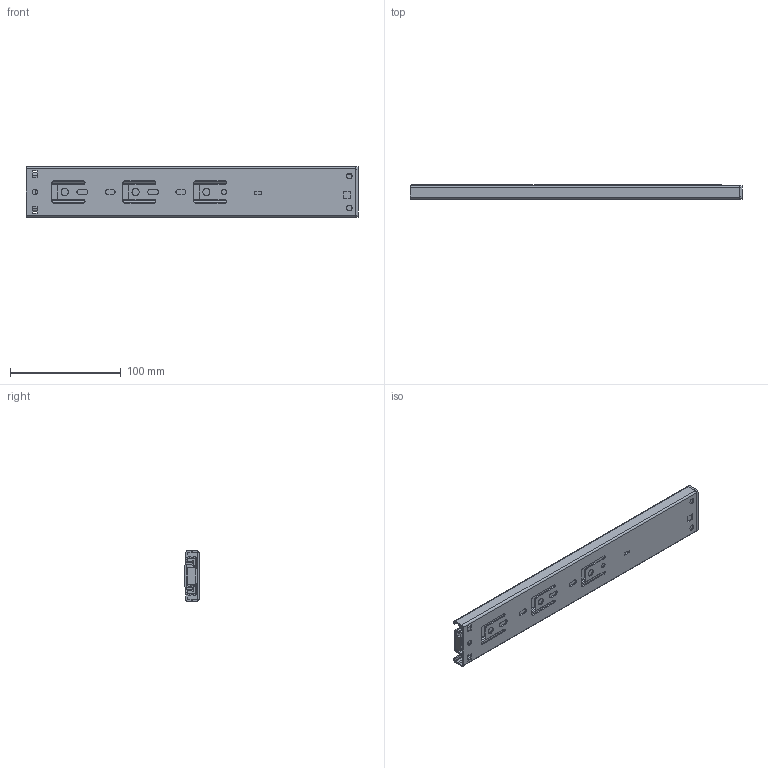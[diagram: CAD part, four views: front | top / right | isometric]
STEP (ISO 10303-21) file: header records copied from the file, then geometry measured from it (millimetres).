
FILE_DESCRIPTION (( 'STEP AP214' ), '1' );
FILE_NAME ('F002913-CLOSED_3D.step', '2022-06-06T11:47:30', ( '' ), ( '' ), 'SwSTEP 2.0', 'SolidWorks 2020', '' );
FILE_SCHEMA (( 'AUTOMOTIVE_DESIGN' ));
Length unit declared in the file: millimetre
Products named in the file (6): NB48-Vnejsi s tlumenim 300 mm; NB48-vnitrni s tlumenim 300 mm; NB48-stredni s tlumenim 300; NB48-tlumiè; F002913-CLOSED_3D; NB48-straedni castdoraz
Assembly tree (5 placements, depth 2):
  F002913-CLOSED_3D
    NB48-Vnejsi s tlumenim 300 mm
    NB48-stredni s tlumenim 300
    NB48-straedni castdoraz
    NB48-vnitrni s tlumenim 300 mm
    NB48-tlumiè
Bounding box: 300 x 12.7 x 45.7 mm (x, y, z)
Volume: 72001.6 mm3; surface area: 96058.6 mm2
Topology: 5 solids, 5 shells, 322 faces, 929 edges, 615 vertices
Faces by surface type: plane 174, cylinder 148
Entity records: 10996 total; most frequent: DIRECTION 1884, CARTESIAN_POINT 1877, ORIENTED_EDGE 1858, EDGE_CURVE 929, VECTOR 632, LINE 632, AXIS2_PLACEMENT_3D 626, VERTEX_POINT 615
